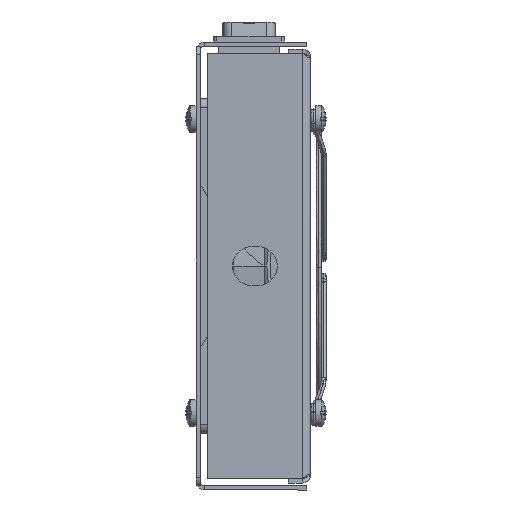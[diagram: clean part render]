
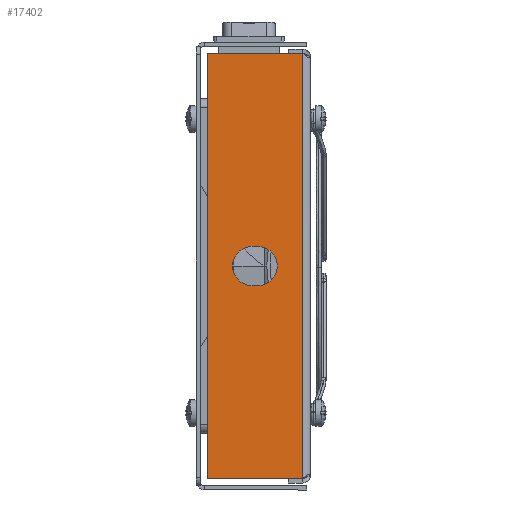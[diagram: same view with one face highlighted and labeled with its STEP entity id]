
A CAD part, left-side view. The second image highlights one B-rep face of the part: STEP entity #17402.
In plain terms, the highlighted planar face has unit normal (-1, 0, 0).
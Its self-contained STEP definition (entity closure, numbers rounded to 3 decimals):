
#189 = FACE_OUTER_BOUND ( 'NONE', #7572, .T. ) ;
#343 = CARTESIAN_POINT ( 'NONE',  ( -297.5, 1.5, 75.929 ) ) ;
#678 = DIRECTION ( 'NONE',  ( 1., 0., 0. ) ) ;
#1141 = DIRECTION ( 'NONE',  ( 0., 1., 0. ) ) ;
#1266 = DIRECTION ( 'NONE',  ( 0., 0., -1. ) ) ;
#1401 = VECTOR ( 'NONE', #26117, 1000. ) ;
#1674 = LINE ( 'NONE', #34899, #26822 ) ;
#1781 = AXIS2_PLACEMENT_3D ( 'NONE', #37348, #18441, #40506 ) ;
#2149 = ORIENTED_EDGE ( 'NONE', *, *, #13843, .F. ) ;
#3537 = LINE ( 'NONE', #14010, #36095 ) ;
#4102 = CARTESIAN_POINT ( 'NONE',  ( -297.5, 19.5, -7. ) ) ;
#7572 = EDGE_LOOP ( 'NONE', ( #2149, #10575, #15375, #16469 ) ) ;
#8970 = DIRECTION ( 'NONE',  ( 0., 0., -1. ) ) ;
#9059 = VECTOR ( 'NONE', #35041, 1000. ) ;
#9298 = ORIENTED_EDGE ( 'NONE', *, *, #25187, .T. ) ;
#10047 = LINE ( 'NONE', #31857, #9059 ) ;
#10575 = ORIENTED_EDGE ( 'NONE', *, *, #22334, .T. ) ;
#11092 = VERTEX_POINT ( 'NONE', #21034 ) ;
#11330 = VERTEX_POINT ( 'NONE', #15647 ) ;
#11456 = CARTESIAN_POINT ( 'NONE',  ( -297.5, 19.5, -7. ) ) ;
#12098 = VERTEX_POINT ( 'NONE', #32401 ) ;
#12144 = LINE ( 'NONE', #27812, #27884 ) ;
#12720 = CARTESIAN_POINT ( 'NONE',  ( -297.5, 19.5, 7. ) ) ;
#13695 = CARTESIAN_POINT ( 'NONE',  ( -297.5, 17.5, -7. ) ) ;
#13843 = EDGE_CURVE ( 'NONE', #29319, #38443, #1674, .T. ) ;
#14010 = CARTESIAN_POINT ( 'NONE',  ( -297.5, 6.5, 75.929 ) ) ;
#15375 = ORIENTED_EDGE ( 'NONE', *, *, #16058, .T. ) ;
#15647 = CARTESIAN_POINT ( 'NONE',  ( -297.5, 10.5, 0. ) ) ;
#15691 = CIRCLE ( 'NONE', #27672, 7. ) ;
#16058 = EDGE_CURVE ( 'NONE', #11092, #23943, #12144, .T. ) ;
#16469 = ORIENTED_EDGE ( 'NONE', *, *, #25137, .F. ) ;
#16983 = CARTESIAN_POINT ( 'NONE',  ( -297.5, 6.5, -76. ) ) ;
#17402 = ADVANCED_FACE ( 'NONE', ( #189, #27301 ), #35896, .F. ) ;
#17822 = VERTEX_POINT ( 'NONE', #12720 ) ;
#17852 = ORIENTED_EDGE ( 'NONE', *, *, #33964, .T. ) ;
#18441 = DIRECTION ( 'NONE',  ( 1., 0., 0. ) ) ;
#19197 = DIRECTION ( 'NONE',  ( 0., 0., -1. ) ) ;
#19592 = CARTESIAN_POINT ( 'NONE',  ( -297.5, 19.5, 0. ) ) ;
#20051 = DIRECTION ( 'NONE',  ( 1., 0., 0. ) ) ;
#20131 = AXIS2_PLACEMENT_3D ( 'NONE', #16983, #20191, #1266 ) ;
#20191 = DIRECTION ( 'NONE',  ( 1., 0., 0. ) ) ;
#21034 = CARTESIAN_POINT ( 'NONE',  ( -297.5, 35.5, 75.929 ) ) ;
#21493 = EDGE_LOOP ( 'NONE', ( #9298, #17852, #30972, #33619, #31189 ) ) ;
#21521 = AXIS2_PLACEMENT_3D ( 'NONE', #19592, #678, #22740 ) ;
#22334 = EDGE_CURVE ( 'NONE', #29319, #11092, #3537, .T. ) ;
#22740 = DIRECTION ( 'NONE',  ( 0., 1., 0. ) ) ;
#22786 = CARTESIAN_POINT ( 'NONE',  ( -297.5, 19.5, 7. ) ) ;
#23943 = VERTEX_POINT ( 'NONE', #24470 ) ;
#24470 = CARTESIAN_POINT ( 'NONE',  ( -297.5, 35.5, -75.929 ) ) ;
#25137 = EDGE_CURVE ( 'NONE', #38443, #23943, #10047, .T. ) ;
#25187 = EDGE_CURVE ( 'NONE', #37593, #17822, #32232, .T. ) ;
#26117 = DIRECTION ( 'NONE',  ( 0., 1., 0. ) ) ;
#26822 = VECTOR ( 'NONE', #19197, 1000. ) ;
#27301 = FACE_BOUND ( 'NONE', #21493, .T. ) ;
#27672 = AXIS2_PLACEMENT_3D ( 'NONE', #38932, #20051, #1141 ) ;
#27743 = CARTESIAN_POINT ( 'NONE',  ( -297.5, 1.5, -75.929 ) ) ;
#27812 = CARTESIAN_POINT ( 'NONE',  ( -297.5, 35.5, -75.929 ) ) ;
#27884 = VECTOR ( 'NONE', #8970, 1000. ) ;
#28037 = CIRCLE ( 'NONE', #1781, 7. ) ;
#28301 = VERTEX_POINT ( 'NONE', #13695 ) ;
#28996 = DIRECTION ( 'NONE',  ( 0., -1., 0. ) ) ;
#29319 = VERTEX_POINT ( 'NONE', #343 ) ;
#30972 = ORIENTED_EDGE ( 'NONE', *, *, #33344, .T. ) ;
#31189 = ORIENTED_EDGE ( 'NONE', *, *, #40421, .T. ) ;
#31857 = CARTESIAN_POINT ( 'NONE',  ( -297.5, 6.5, -75.929 ) ) ;
#32232 = CIRCLE ( 'NONE', #21521, 7. ) ;
#32401 = CARTESIAN_POINT ( 'NONE',  ( -297.5, 17.5, 7. ) ) ;
#33344 = EDGE_CURVE ( 'NONE', #12098, #11330, #28037, .T. ) ;
#33434 = VECTOR ( 'NONE', #28996, 1000. ) ;
#33619 = ORIENTED_EDGE ( 'NONE', *, *, #34018, .T. ) ;
#33964 = EDGE_CURVE ( 'NONE', #17822, #12098, #34431, .T. ) ;
#34018 = EDGE_CURVE ( 'NONE', #11330, #28301, #15691, .T. ) ;
#34431 = LINE ( 'NONE', #22786, #33434 ) ;
#34899 = CARTESIAN_POINT ( 'NONE',  ( -297.5, 1.5, -76. ) ) ;
#34965 = LINE ( 'NONE', #4102, #1401 ) ;
#35041 = DIRECTION ( 'NONE',  ( 0., 1., 0. ) ) ;
#35896 = PLANE ( 'NONE',  #20131 ) ;
#36095 = VECTOR ( 'NONE', #39225, 1000. ) ;
#37348 = CARTESIAN_POINT ( 'NONE',  ( -297.5, 17.5, 0. ) ) ;
#37593 = VERTEX_POINT ( 'NONE', #11456 ) ;
#38443 = VERTEX_POINT ( 'NONE', #27743 ) ;
#38932 = CARTESIAN_POINT ( 'NONE',  ( -297.5, 17.5, 0. ) ) ;
#39225 = DIRECTION ( 'NONE',  ( 0., 1., 0. ) ) ;
#40421 = EDGE_CURVE ( 'NONE', #28301, #37593, #34965, .T. ) ;
#40506 = DIRECTION ( 'NONE',  ( 0., 1., 0. ) ) ;
